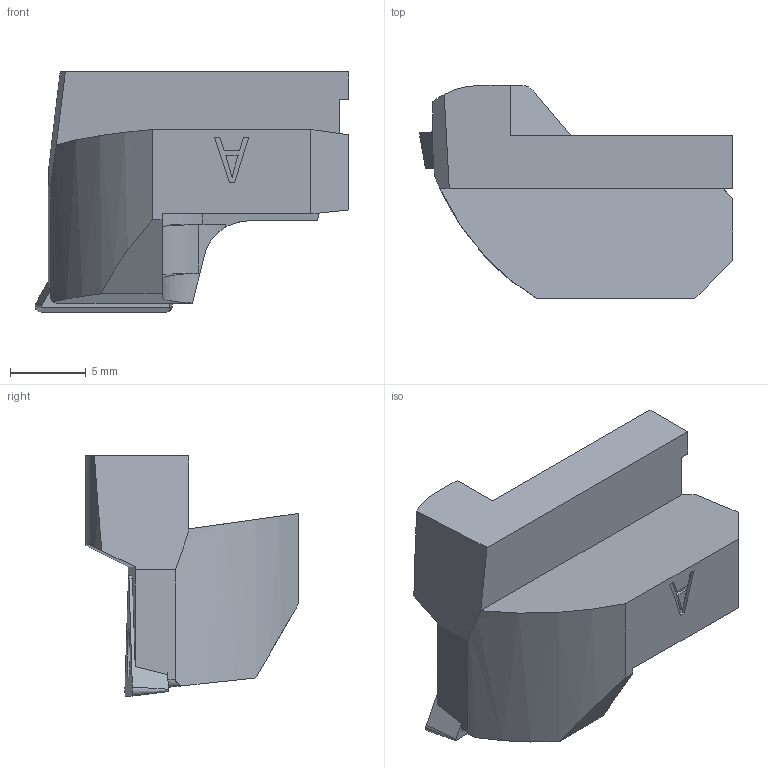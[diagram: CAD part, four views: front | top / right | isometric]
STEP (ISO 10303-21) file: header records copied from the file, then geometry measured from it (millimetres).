
FILE_DESCRIPTION(/* description */ (''),/* implementation_level */ '2;1');
FILE_NAME(/* name */ '1545043266914.stp',/* time_stamp */ '2018-12-17T11:41:23+01:00',/* author */ (''),/* organization */ ('SMS'),/* preprocessor_version */ 'ST-DEVELOPER v15',/* originating_system */ 'SIEMENS PLM Software NX 8.5',/* authorisation */ '');
FILE_SCHEMA (('AUTOMOTIVE_DESIGN { 1 0 10303 214 3 1 1 1 }'));
Length unit declared in the file: millimetre
Products named in the file (4): ASSEMBLY_CONSTRUCTION; IsoTurningInsert; 202021522mod000_00; 202021677mod000_00
Assembly tree (3 placements, depth 2):
  202021677mod000_00
    202021522mod000_00
    IsoTurningInsert
    ASSEMBLY_CONSTRUCTION
Bounding box: 20.65 x 14 x 15.8 mm (x, y, z)
Volume: 1617.2 mm3; surface area: 1314.6 mm2
Topology: 2 solids, 2 shells, 73 faces, 196 edges, 136 vertices
Faces by surface type: plane 49, cylinder 11, cone 6, torus 4, extrusion 3
Full cylindrical faces by diameter (mm): 2.5 x2
Entity records: 2473 total; most frequent: CARTESIAN_POINT 549, ORIENTED_EDGE 366, DIRECTION 356, EDGE_CURVE 183, VERTEX_POINT 125, AXIS2_PLACEMENT_3D 120, VECTOR 116, LINE 113
